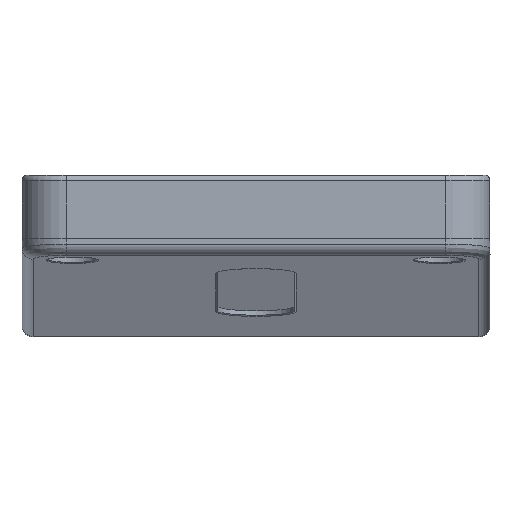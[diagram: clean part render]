
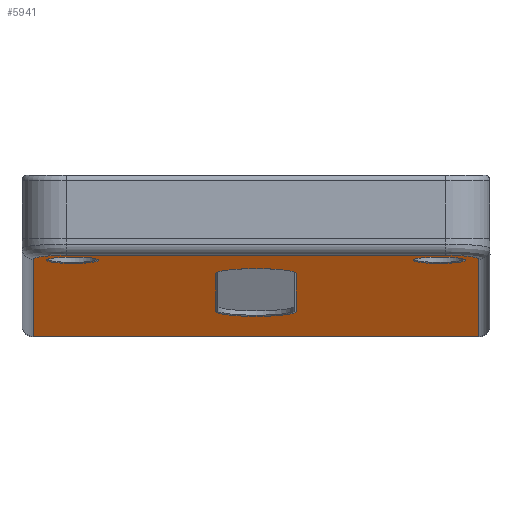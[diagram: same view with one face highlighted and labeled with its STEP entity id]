
A CAD part, front view. The second image highlights one B-rep face of the part: STEP entity #5941.
In plain terms, the highlighted planar face has unit normal (0, -0.122, -0.993).
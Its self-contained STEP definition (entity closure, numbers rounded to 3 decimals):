
#206=B_SPLINE_CURVE_WITH_KNOTS('',3,(#9232,#9233,#9234,#9235,#9236),
 .UNSPECIFIED.,.F.,.F.,(4,1,4),(-4.98,-2.49,0.),
 .UNSPECIFIED.);
#209=B_SPLINE_CURVE_WITH_KNOTS('',3,(#9425,#9426,#9427,#9428,#9429,#9430,
#9431),.UNSPECIFIED.,.F.,.F.,(4,1,1,1,4),(-0.012,1.826,
3.665,5.503,7.342),.UNSPECIFIED.);
#210=B_SPLINE_CURVE_WITH_KNOTS('',3,(#9447,#9448,#9449,#9450,#9451,#9452,
#9453),.UNSPECIFIED.,.F.,.F.,(4,1,1,1,4),(0.,1.994,3.989,
5.983,7.977),.UNSPECIFIED.);
#213=B_SPLINE_CURVE_WITH_KNOTS('',3,(#9509,#9510,#9511,#9512,#9513,#9514,
#9515),.UNSPECIFIED.,.F.,.F.,(4,1,1,1,4),(-7.843,-5.882,
-3.921,-1.961,0.),.UNSPECIFIED.);
#217=B_SPLINE_CURVE_WITH_KNOTS('',3,(#9681,#9682,#9683,#9684,#9685,#9686,
#9687),.UNSPECIFIED.,.F.,.F.,(4,1,1,1,4),(0.,1.994,3.989,
5.983,7.977),.UNSPECIFIED.);
#218=B_SPLINE_CURVE_WITH_KNOTS('',3,(#9738,#9739,#9740,#9741,#9742),
 .UNSPECIFIED.,.F.,.F.,(4,1,4),(-4.98,-2.49,0.),
 .UNSPECIFIED.);
#277=FACE_BOUND('',#1006,.T.);
#278=FACE_BOUND('',#1007,.T.);
#279=FACE_BOUND('',#1008,.T.);
#388=CIRCLE('',#6363,3.6);
#389=CIRCLE('',#6366,3.6);
#646=FACE_OUTER_BOUND('',#1005,.T.);
#1005=EDGE_LOOP('',(#4386,#4387,#4388,#4389,#4390,#4391));
#1006=EDGE_LOOP('',(#4392,#4393,#4394,#4395));
#1007=EDGE_LOOP('',(#4396,#4397));
#1008=EDGE_LOOP('',(#4398,#4399));
#1459=LINE('',#9179,#2027);
#1461=LINE('',#9185,#2029);
#1462=LINE('',#9191,#2030);
#1484=LINE('',#9800,#2052);
#1485=LINE('',#9802,#2053);
#1486=LINE('',#9803,#2054);
#2027=VECTOR('',#7268,10.);
#2029=VECTOR('',#7276,10.);
#2030=VECTOR('',#7281,10.);
#2052=VECTOR('',#7349,10.);
#2053=VECTOR('',#7350,10.);
#2054=VECTOR('',#7351,10.);
#2636=VERTEX_POINT('',#9171);
#2637=VERTEX_POINT('',#9173);
#2638=VERTEX_POINT('',#9177);
#2639=VERTEX_POINT('',#9181);
#2641=VERTEX_POINT('',#9188);
#2642=VERTEX_POINT('',#9190);
#2654=VERTEX_POINT('',#9231);
#2658=VERTEX_POINT('',#9422);
#2659=VERTEX_POINT('',#9424);
#2661=VERTEX_POINT('',#9505);
#2663=VERTEX_POINT('',#9508);
#2674=VERTEX_POINT('',#9735);
#2676=VERTEX_POINT('',#9799);
#2677=VERTEX_POINT('',#9801);
#3274=EDGE_CURVE('',#2637,#2636,#388,.T.);
#3277=EDGE_CURVE('',#2637,#2638,#1459,.T.);
#3278=EDGE_CURVE('',#2639,#2638,#389,.T.);
#3280=EDGE_CURVE('',#2639,#2636,#1461,.T.);
#3282=EDGE_CURVE('',#2641,#2642,#1462,.T.);
#3295=EDGE_CURVE('',#2642,#2654,#206,.T.);
#3300=EDGE_CURVE('',#2658,#2659,#209,.T.);
#3302=EDGE_CURVE('',#2659,#2658,#210,.T.);
#3306=EDGE_CURVE('',#2663,#2661,#213,.T.);
#3311=EDGE_CURVE('',#2663,#2661,#217,.T.);
#3329=EDGE_CURVE('',#2674,#2641,#218,.T.);
#3331=EDGE_CURVE('',#2676,#2674,#1484,.T.);
#3332=EDGE_CURVE('',#2677,#2676,#1485,.T.);
#3333=EDGE_CURVE('',#2654,#2677,#1486,.T.);
#4386=ORIENTED_EDGE('',*,*,#3331,.F.);
#4387=ORIENTED_EDGE('',*,*,#3332,.F.);
#4388=ORIENTED_EDGE('',*,*,#3333,.F.);
#4389=ORIENTED_EDGE('',*,*,#3295,.F.);
#4390=ORIENTED_EDGE('',*,*,#3282,.F.);
#4391=ORIENTED_EDGE('',*,*,#3329,.F.);
#4392=ORIENTED_EDGE('',*,*,#3280,.F.);
#4393=ORIENTED_EDGE('',*,*,#3278,.T.);
#4394=ORIENTED_EDGE('',*,*,#3277,.F.);
#4395=ORIENTED_EDGE('',*,*,#3274,.T.);
#4396=ORIENTED_EDGE('',*,*,#3306,.T.);
#4397=ORIENTED_EDGE('',*,*,#3311,.F.);
#4398=ORIENTED_EDGE('',*,*,#3302,.F.);
#4399=ORIENTED_EDGE('',*,*,#3300,.F.);
#5728=PLANE('',#6392);
#5941=ADVANCED_FACE('',(#646,#277,#278,#279),#5728,.T.);
#6363=AXIS2_PLACEMENT_3D('',#9174,#7262,#7263);
#6366=AXIS2_PLACEMENT_3D('',#9182,#7271,#7272);
#6392=AXIS2_PLACEMENT_3D('',#9798,#7347,#7348);
#7262=DIRECTION('center_axis',(0.,0.122,0.993));
#7263=DIRECTION('ref_axis',(-1.,0.,0.));
#7268=DIRECTION('',(0.,-0.993,0.122));
#7271=DIRECTION('center_axis',(0.,0.122,
0.993));
#7272=DIRECTION('ref_axis',(1.,0.,0.));
#7276=DIRECTION('',(0.,0.993,-0.122));
#7281=DIRECTION('',(1.,0.,0.));
#7347=DIRECTION('center_axis',(0.,-0.122,
-0.993));
#7348=DIRECTION('ref_axis',(1.,0.,0.));
#7349=DIRECTION('',(0.,-0.993,0.122));
#7350=DIRECTION('',(-1.,0.,0.));
#7351=DIRECTION('',(0.,0.993,-0.122));
#9171=CARTESIAN_POINT('',(-511.235,-57.787,12.951));
#9173=CARTESIAN_POINT('',(-504.035,-57.787,12.951));
#9174=CARTESIAN_POINT('Origin',(-507.635,-57.787,12.951));
#9177=CARTESIAN_POINT('',(-504.035,-85.579,16.363));
#9179=CARTESIAN_POINT('',(-504.035,-57.787,12.951));
#9181=CARTESIAN_POINT('',(-511.235,-85.579,16.363));
#9182=CARTESIAN_POINT('Origin',(-507.635,-85.579,16.363));
#9185=CARTESIAN_POINT('',(-511.235,-85.579,16.363));
#9188=CARTESIAN_POINT('',(-524.685,-99.,18.011));
#9190=CARTESIAN_POINT('',(-490.585,-99.,18.011));
#9191=CARTESIAN_POINT('',(-524.685,-99.,18.011));
#9231=CARTESIAN_POINT('',(-487.585,-96.,17.643));
#9232=CARTESIAN_POINT('Ctrl Pts',(-490.585,-99.,18.011));
#9233=CARTESIAN_POINT('Ctrl Pts',(-489.796,-99.006,18.012));
#9234=CARTESIAN_POINT('Ctrl Pts',(-488.231,-98.342,17.931));
#9235=CARTESIAN_POINT('Ctrl Pts',(-487.58,-96.783,17.739));
#9236=CARTESIAN_POINT('Ctrl Pts',(-487.585,-96.,17.643));
#9422=CARTESIAN_POINT('',(-493.485,-95.341,17.562));
#9424=CARTESIAN_POINT('',(-488.785,-95.285,17.555));
#9425=CARTESIAN_POINT('Ctrl Pts',(-493.485,-95.341,17.562));
#9426=CARTESIAN_POINT('Ctrl Pts',(-493.488,-94.734,17.488));
#9427=CARTESIAN_POINT('Ctrl Pts',(-492.991,-93.516,17.338));
#9428=CARTESIAN_POINT('Ctrl Pts',(-491.167,-92.737,17.242));
#9429=CARTESIAN_POINT('Ctrl Pts',(-489.323,-93.473,17.333));
#9430=CARTESIAN_POINT('Ctrl Pts',(-488.799,-94.677,17.481));
#9431=CARTESIAN_POINT('Ctrl Pts',(-488.785,-95.285,17.555));
#9447=CARTESIAN_POINT('Ctrl Pts',(-488.785,-95.285,17.555));
#9448=CARTESIAN_POINT('Ctrl Pts',(-488.77,-95.902,17.631));
#9449=CARTESIAN_POINT('Ctrl Pts',(-489.251,-97.148,17.784));
#9450=CARTESIAN_POINT('Ctrl Pts',(-491.104,-97.953,17.883));
#9451=CARTESIAN_POINT('Ctrl Pts',(-492.975,-97.192,17.789));
#9452=CARTESIAN_POINT('Ctrl Pts',(-493.488,-95.957,17.638));
#9453=CARTESIAN_POINT('Ctrl Pts',(-493.485,-95.341,17.562));
#9505=CARTESIAN_POINT('',(-526.486,-95.285,17.555));
#9508=CARTESIAN_POINT('',(-521.785,-95.341,17.562));
#9509=CARTESIAN_POINT('Ctrl Pts',(-521.785,-95.341,17.562));
#9510=CARTESIAN_POINT('Ctrl Pts',(-521.782,-94.734,17.488));
#9511=CARTESIAN_POINT('Ctrl Pts',(-522.28,-93.516,17.338));
#9512=CARTESIAN_POINT('Ctrl Pts',(-524.104,-92.737,17.242));
#9513=CARTESIAN_POINT('Ctrl Pts',(-525.948,-93.473,17.333));
#9514=CARTESIAN_POINT('Ctrl Pts',(-526.472,-94.677,17.481));
#9515=CARTESIAN_POINT('Ctrl Pts',(-526.486,-95.285,17.555));
#9681=CARTESIAN_POINT('Ctrl Pts',(-521.785,-95.341,17.562));
#9682=CARTESIAN_POINT('Ctrl Pts',(-521.783,-95.957,17.638));
#9683=CARTESIAN_POINT('Ctrl Pts',(-522.295,-97.192,17.789));
#9684=CARTESIAN_POINT('Ctrl Pts',(-524.166,-97.953,17.883));
#9685=CARTESIAN_POINT('Ctrl Pts',(-526.019,-97.148,17.784));
#9686=CARTESIAN_POINT('Ctrl Pts',(-526.5,-95.902,17.631));
#9687=CARTESIAN_POINT('Ctrl Pts',(-526.486,-95.285,17.555));
#9735=CARTESIAN_POINT('',(-527.685,-96.,17.643));
#9738=CARTESIAN_POINT('Ctrl Pts',(-527.685,-96.,17.643));
#9739=CARTESIAN_POINT('Ctrl Pts',(-527.69,-96.783,17.739));
#9740=CARTESIAN_POINT('Ctrl Pts',(-527.04,-98.342,17.931));
#9741=CARTESIAN_POINT('Ctrl Pts',(-525.475,-99.006,18.012));
#9742=CARTESIAN_POINT('Ctrl Pts',(-524.685,-99.,18.011));
#9798=CARTESIAN_POINT('Origin',(-531.821,-33.469,9.965));
#9799=CARTESIAN_POINT('',(-527.685,-39.547,10.712));
#9800=CARTESIAN_POINT('',(-527.685,-39.547,10.712));
#9801=CARTESIAN_POINT('',(-487.585,-39.547,10.712));
#9802=CARTESIAN_POINT('',(-487.585,-39.547,10.712));
#9803=CARTESIAN_POINT('',(-487.585,-96.,17.643));
